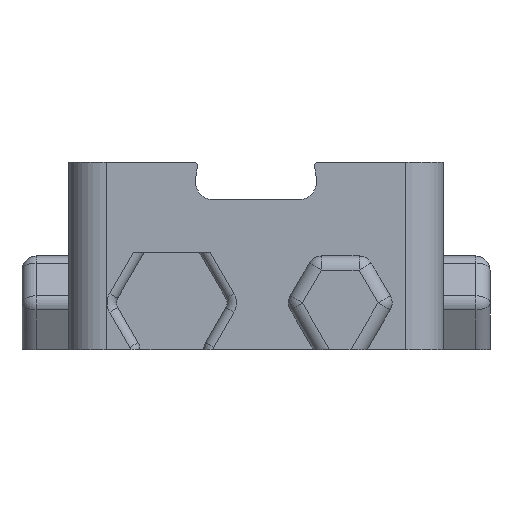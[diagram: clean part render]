
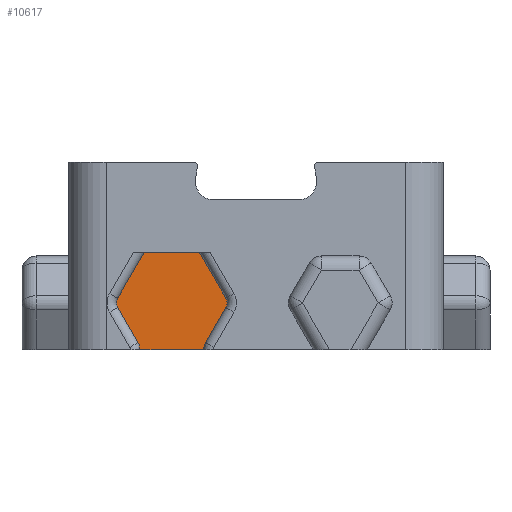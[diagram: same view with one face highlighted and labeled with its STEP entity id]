
A CAD part, front view. The second image highlights one B-rep face of the part: STEP entity #10617.
In plain terms, the highlighted planar face has unit normal (0, -1, 0).
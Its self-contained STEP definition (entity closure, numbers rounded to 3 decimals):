
#10567 = VERTEX_POINT('',#10568);
#10568 = CARTESIAN_POINT('',(-12.608,-14.75,0.75));
#10574 = EDGE_CURVE('',#10567,#10575,#10577,.T.);
#10575 = VERTEX_POINT('',#10576);
#10576 = CARTESIAN_POINT('',(-12.407,-14.75,0.)
  );
#10577 = CIRCLE('',#10578,1.5);
#10578 = AXIS2_PLACEMENT_3D('',#10579,#10580,#10581);
#10579 = CARTESIAN_POINT('',(-13.907,-14.75,0.)
  );
#10580 = DIRECTION('',(0.,1.,0.));
#10581 = DIRECTION('',(-1.,0.,0.));
#10617 = ADVANCED_FACE('',(#10618),#10694,.T.);
#10618 = FACE_BOUND('',#10619,.T.);
#10619 = EDGE_LOOP('',(#10620,#10628,#10629,#10637,#10646,#10654,#10663,
    #10671,#10679,#10687));
#10620 = ORIENTED_EDGE('',*,*,#10621,.T.);
#10621 = EDGE_CURVE('',#10622,#10567,#10624,.T.);
#10622 = VERTEX_POINT('',#10623);
#10623 = CARTESIAN_POINT('',(-14.774,-14.75,4.5));
#10624 = LINE('',#10625,#10626);
#10625 = CARTESIAN_POINT('',(-14.774,-14.75,4.5));
#10626 = VECTOR('',#10627,1.);
#10627 = DIRECTION('',(0.5,0.,-0.866));
#10628 = ORIENTED_EDGE('',*,*,#10574,.T.);
#10629 = ORIENTED_EDGE('',*,*,#10630,.T.);
#10630 = EDGE_CURVE('',#10575,#10631,#10633,.T.);
#10631 = VERTEX_POINT('',#10632);
#10632 = CARTESIAN_POINT('',(-5.593,-14.75,0.)
  );
#10633 = LINE('',#10634,#10635);
#10634 = CARTESIAN_POINT('',(-12.407,-14.75,0.)
  );
#10635 = VECTOR('',#10636,1.);
#10636 = DIRECTION('',(1.,0.,0.));
#10637 = ORIENTED_EDGE('',*,*,#10638,.T.);
#10638 = EDGE_CURVE('',#10631,#10639,#10641,.T.);
#10639 = VERTEX_POINT('',#10640);
#10640 = CARTESIAN_POINT('',(-5.392,-14.75,0.75));
#10641 = CIRCLE('',#10642,1.5);
#10642 = AXIS2_PLACEMENT_3D('',#10643,#10644,#10645);
#10643 = CARTESIAN_POINT('',(-4.093,-14.75,0.)
  );
#10644 = DIRECTION('',(0.,1.,0.));
#10645 = DIRECTION('',(-1.,0.,0.));
#10646 = ORIENTED_EDGE('',*,*,#10647,.T.);
#10647 = EDGE_CURVE('',#10639,#10648,#10650,.T.);
#10648 = VERTEX_POINT('',#10649);
#10649 = CARTESIAN_POINT('',(-3.226,-14.75,4.5));
#10650 = LINE('',#10651,#10652);
#10651 = CARTESIAN_POINT('',(-5.392,-14.75,0.75));
#10652 = VECTOR('',#10653,1.);
#10653 = DIRECTION('',(0.5,0.,0.866));
#10654 = ORIENTED_EDGE('',*,*,#10655,.F.);
#10655 = EDGE_CURVE('',#10656,#10648,#10658,.T.);
#10656 = VERTEX_POINT('',#10657);
#10657 = CARTESIAN_POINT('',(-3.226,-14.75,5.5));
#10658 = CIRCLE('',#10659,1.);
#10659 = AXIS2_PLACEMENT_3D('',#10660,#10661,#10662);
#10660 = CARTESIAN_POINT('',(-4.093,-14.75,5.));
#10661 = DIRECTION('',(0.,1.,0.));
#10662 = DIRECTION('',(-1.,0.,0.));
#10663 = ORIENTED_EDGE('',*,*,#10664,.T.);
#10664 = EDGE_CURVE('',#10656,#10665,#10667,.T.);
#10665 = VERTEX_POINT('',#10666);
#10666 = CARTESIAN_POINT('',(-6.056,-14.75,10.4));
#10667 = LINE('',#10668,#10669);
#10668 = CARTESIAN_POINT('',(-3.226,-14.75,5.5));
#10669 = VECTOR('',#10670,1.);
#10670 = DIRECTION('',(-0.5,0.,0.866));
#10671 = ORIENTED_EDGE('',*,*,#10672,.T.);
#10672 = EDGE_CURVE('',#10665,#10673,#10675,.T.);
#10673 = VERTEX_POINT('',#10674);
#10674 = CARTESIAN_POINT('',(-11.944,-14.75,10.4));
#10675 = LINE('',#10676,#10677);
#10676 = CARTESIAN_POINT('',(-6.056,-14.75,10.4));
#10677 = VECTOR('',#10678,1.);
#10678 = DIRECTION('',(-1.,0.,0.));
#10679 = ORIENTED_EDGE('',*,*,#10680,.T.);
#10680 = EDGE_CURVE('',#10673,#10681,#10683,.T.);
#10681 = VERTEX_POINT('',#10682);
#10682 = CARTESIAN_POINT('',(-14.774,-14.75,5.5));
#10683 = LINE('',#10684,#10685);
#10684 = CARTESIAN_POINT('',(-11.944,-14.75,10.4));
#10685 = VECTOR('',#10686,1.);
#10686 = DIRECTION('',(-0.5,0.,-0.866));
#10687 = ORIENTED_EDGE('',*,*,#10688,.F.);
#10688 = EDGE_CURVE('',#10622,#10681,#10689,.T.);
#10689 = CIRCLE('',#10690,1.);
#10690 = AXIS2_PLACEMENT_3D('',#10691,#10692,#10693);
#10691 = CARTESIAN_POINT('',(-13.907,-14.75,5.));
#10692 = DIRECTION('',(0.,1.,0.));
#10693 = DIRECTION('',(-1.,0.,0.));
#10694 = PLANE('',#10695);
#10695 = AXIS2_PLACEMENT_3D('',#10696,#10697,#10698);
#10696 = CARTESIAN_POINT('',(-9.,-14.75,5.091));
#10697 = DIRECTION('',(0.,-1.,0.));
#10698 = DIRECTION('',(0.,0.,1.));
